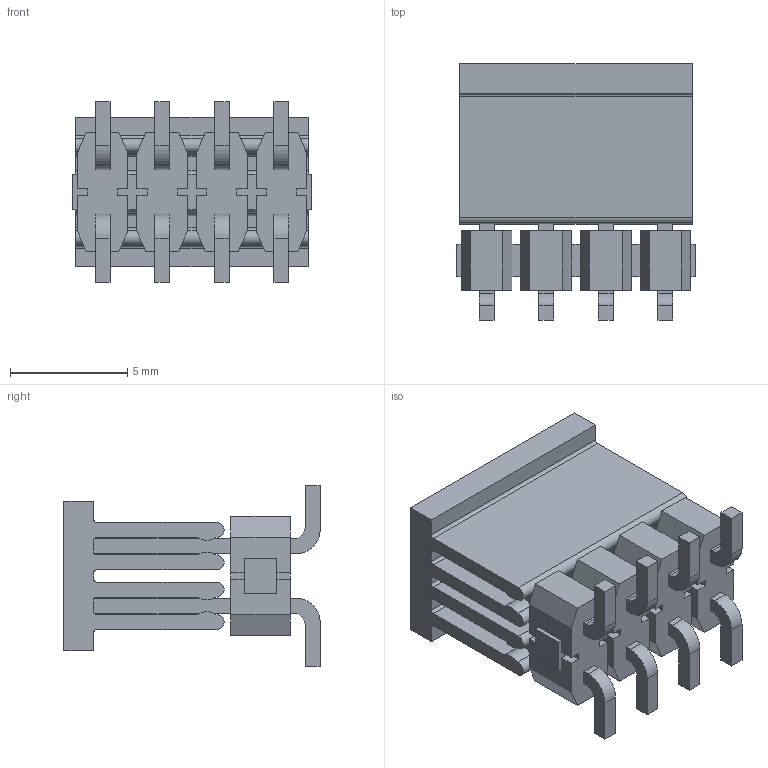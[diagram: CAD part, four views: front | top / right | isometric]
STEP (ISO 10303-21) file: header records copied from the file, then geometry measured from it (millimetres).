
FILE_DESCRIPTION(/* description */ ('STEP AP203'),/* implementation_level */ '2;1');
FILE_NAME(/* name */ 'TSM-104-01-S-DV-P-TR',/* time_stamp */ '2024-01-14T21:29:00+01:00',/* author */ ('License CC BY-ND 4.0'),/* organization */ ('CADENAS'),/* preprocessor_version */ 'ST-DEVELOPER v19.3',/* originating_system */ 'PARTsolutions',/* authorisation */ ' ');
FILE_SCHEMA (('CONFIG_CONTROL_DESIGN'));
Length unit declared in the file: inch
Products named in the file (4): TSM-104-01-S-DV-P-TR; T-1S6-16(-01-4-DV); PPP-06-01-4--DV; TSM-104-01-DV_body
Assembly tree (3 placements, depth 2):
  TSM-104-01-S-DV-P-TR
    T-1S6-16(-01-4-DV)
    PPP-06-01-4--DV
    TSM-104-01-DV_body
Bounding box: 10.16 x 10.92 x 7.7 mm (x, y, z)
Volume: 358 mm3; surface area: 1151.3 mm2
Topology: 3 solids, 3 shells, 310 faces, 912 edges, 608 vertices
Faces by surface type: plane 278, cylinder 32
Entity records: 10297 total; most frequent: CARTESIAN_POINT 1834, ORIENTED_EDGE 1824, DIRECTION 1604, EDGE_CURVE 912, LINE 848, VECTOR 848, VERTEX_POINT 608, AXIS2_PLACEMENT_3D 378
